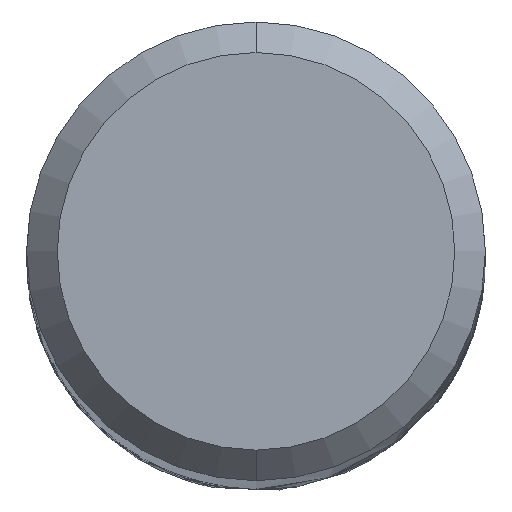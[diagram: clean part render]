
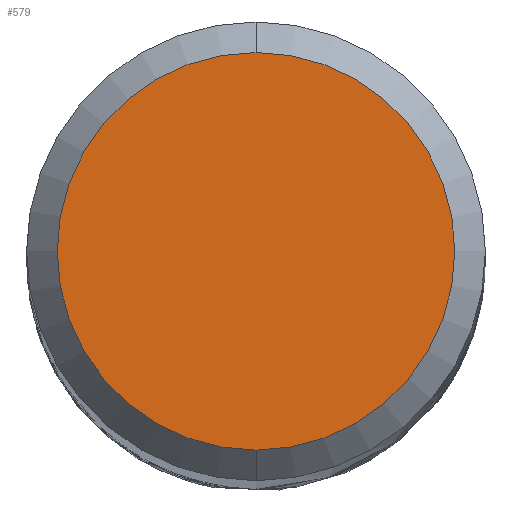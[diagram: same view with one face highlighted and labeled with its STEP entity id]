
A CAD part, top view. The second image highlights one B-rep face of the part: STEP entity #579.
In plain terms, the highlighted planar face has unit normal (0, 0, 1).
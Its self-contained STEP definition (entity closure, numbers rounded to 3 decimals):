
#545=VERTEX_POINT('',#1115);
#557=VERTEX_POINT('',#1128);
#579=ADVANCED_FACE('',(#1151),#1152,.T.);
#601=EDGE_CURVE('',#557,#545,#1175,.T.);
#633=EDGE_CURVE('',#545,#557,#1207,.T.);
#1115=CARTESIAN_POINT('',(0.,-2.6,0.0));
#1128=CARTESIAN_POINT('',(0.0,2.6,0.0));
#1151=FACE_OUTER_BOUND('',#4434,.T.);
#1152=PLANE('',#4435);
#1175=CIRCLE('',#4483,2.6);
#1207=CIRCLE('',#4552,2.6);
#4434=EDGE_LOOP('',(#6160,#6161));
#4435=AXIS2_PLACEMENT_3D('',#6162,#6163,#6164);
#4483=AXIS2_PLACEMENT_3D('',#6174,#6175,#6176);
#4552=AXIS2_PLACEMENT_3D('',#6194,#6195,#6196);
#6160=ORIENTED_EDGE('',*,*,#601,.F.);
#6161=ORIENTED_EDGE('',*,*,#633,.F.);
#6162=CARTESIAN_POINT('',(0.0,1.3,0.0));
#6163=DIRECTION('',(-0.0,0.0,1.0));
#6164=DIRECTION('',(0.0,-1.0,0.0));
#6174=CARTESIAN_POINT('',(0.0,0.0,0.0));
#6175=DIRECTION('',(0.0,0.0,-1.0));
#6176=DIRECTION('',(0.0,1.0,0.0));
#6194=CARTESIAN_POINT('',(0.0,0.0,0.0));
#6195=DIRECTION('',(0.0,0.0,-1.0));
#6196=DIRECTION('',(0.0,1.0,0.0));
